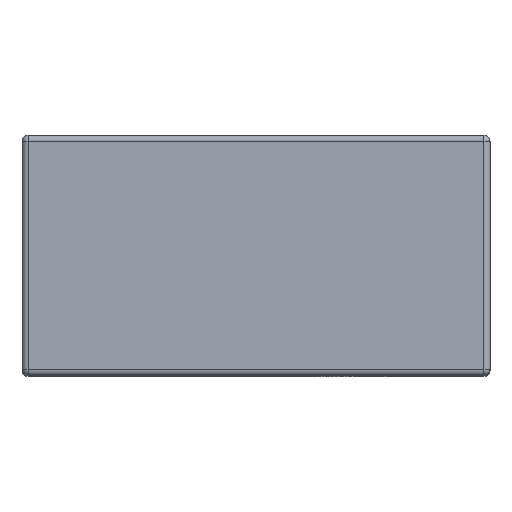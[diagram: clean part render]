
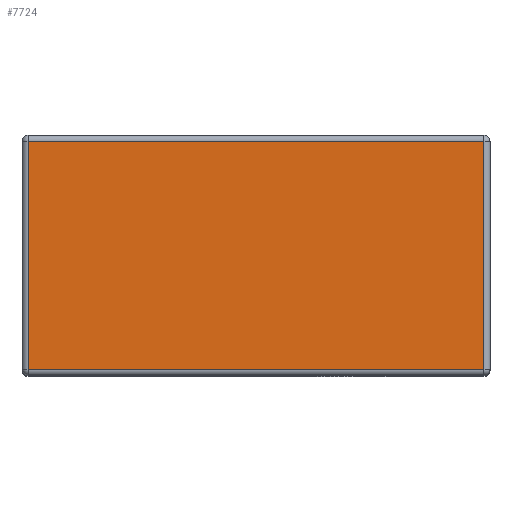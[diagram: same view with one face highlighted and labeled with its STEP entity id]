
A CAD part, top view. The second image highlights one B-rep face of the part: STEP entity #7724.
In plain terms, the highlighted planar face has unit normal (0, 0, 1).
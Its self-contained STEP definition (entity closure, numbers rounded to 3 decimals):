
#120 = CARTESIAN_POINT ( 'NONE',  ( -5.69, 2.85, 9.65 ) ) ;
#133 = VECTOR ( 'NONE', #8543, 1000. ) ;
#907 = LINE ( 'NONE', #6553, #133 ) ;
#964 = DIRECTION ( 'NONE',  ( 0., 0., 1. ) ) ;
#1059 = EDGE_CURVE ( 'NONE', #3340, #7425, #11165, .T. ) ;
#1232 = PLANE ( 'NONE',  #5699 ) ;
#1260 = ORIENTED_EDGE ( 'NONE', *, *, #8258, .T. ) ;
#3340 = VERTEX_POINT ( 'NONE', #120 ) ;
#3553 = DIRECTION ( 'NONE',  ( 0., -1., 0. ) ) ;
#3657 = LINE ( 'NONE', #8642, #6965 ) ;
#3740 = CARTESIAN_POINT ( 'NONE',  ( 5.69, -2.85, 9.65 ) ) ;
#4945 = VECTOR ( 'NONE', #3553, 1000. ) ;
#5170 = CARTESIAN_POINT ( 'NONE',  ( 5.69, 3., 9.65 ) ) ;
#5379 = ORIENTED_EDGE ( 'NONE', *, *, #1059, .T. ) ;
#5610 = CARTESIAN_POINT ( 'NONE',  ( -5.69, -2.85, 9.65 ) ) ;
#5699 = AXIS2_PLACEMENT_3D ( 'NONE', #9832, #964, #7835 ) ;
#6148 = FACE_OUTER_BOUND ( 'NONE', #9347, .T. ) ;
#6343 = EDGE_CURVE ( 'NONE', #8950, #3340, #907, .T. ) ;
#6356 = CARTESIAN_POINT ( 'NONE',  ( -5.69, -3., 9.65 ) ) ;
#6553 = CARTESIAN_POINT ( 'NONE',  ( -5.84, 2.85, 9.65 ) ) ;
#6637 = VERTEX_POINT ( 'NONE', #3740 ) ;
#6965 = VECTOR ( 'NONE', #11576, 1000. ) ;
#7425 = VERTEX_POINT ( 'NONE', #5610 ) ;
#7724 = ADVANCED_FACE ( 'NONE', ( #6148 ), #1232, .T. ) ;
#7835 = DIRECTION ( 'NONE',  ( 1., 0., 0. ) ) ;
#7885 = VECTOR ( 'NONE', #8232, 1000. ) ;
#8057 = ORIENTED_EDGE ( 'NONE', *, *, #9496, .T. ) ;
#8211 = ORIENTED_EDGE ( 'NONE', *, *, #6343, .T. ) ;
#8232 = DIRECTION ( 'NONE',  ( 0., 1., 0. ) ) ;
#8258 = EDGE_CURVE ( 'NONE', #7425, #6637, #3657, .T. ) ;
#8390 = CARTESIAN_POINT ( 'NONE',  ( 5.69, 2.85, 9.65 ) ) ;
#8543 = DIRECTION ( 'NONE',  ( -1., 0., 0. ) ) ;
#8642 = CARTESIAN_POINT ( 'NONE',  ( 5.84, -2.85, 9.65 ) ) ;
#8950 = VERTEX_POINT ( 'NONE', #8390 ) ;
#9347 = EDGE_LOOP ( 'NONE', ( #5379, #1260, #8057, #8211 ) ) ;
#9496 = EDGE_CURVE ( 'NONE', #6637, #8950, #10313, .T. ) ;
#9832 = CARTESIAN_POINT ( 'NONE',  ( 0., 0., 9.65 ) ) ;
#10313 = LINE ( 'NONE', #5170, #7885 ) ;
#11165 = LINE ( 'NONE', #6356, #4945 ) ;
#11576 = DIRECTION ( 'NONE',  ( 1., 0., 0. ) ) ;
